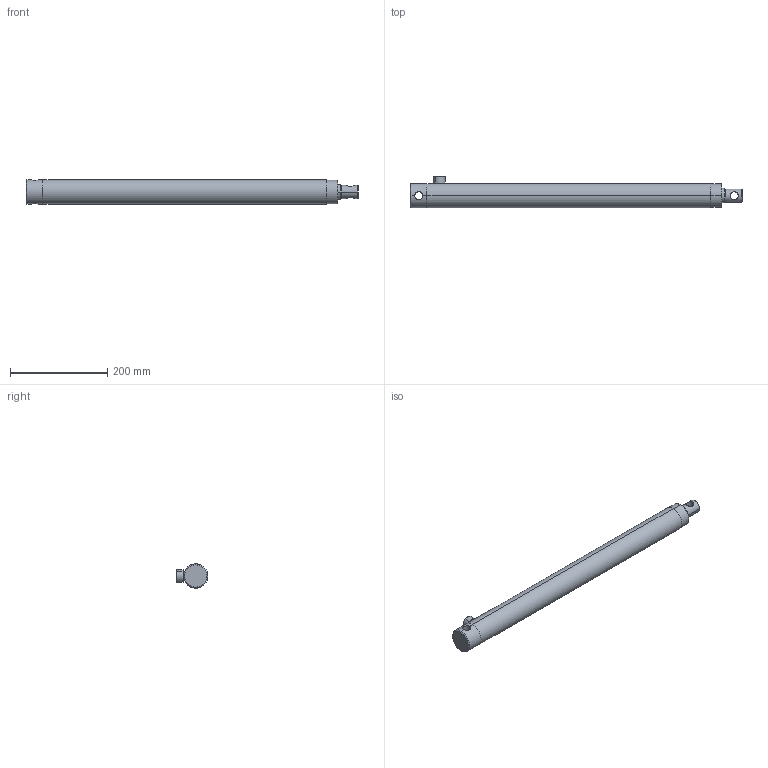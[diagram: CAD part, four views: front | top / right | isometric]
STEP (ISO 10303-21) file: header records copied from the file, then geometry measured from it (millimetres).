
FILE_DESCRIPTION (( 'STEP AP203' ), '1' );
FILE_NAME ('630-5.STEP', '2014-12-10T06:31:01', ( '' ), ( '' ), 'SwSTEP 2.0', 'SolidWorks 2015', '' );
FILE_SCHEMA (( 'CONFIG_CONTROL_DESIGN' ));
Length unit declared in the file: millimetre
Products named in the file (6): Rohr^630-5; D630^630-5; Stange^630-5; Boden^630-5; AL38; 630-5
Assembly tree (5 placements, depth 2):
  630-5
    Rohr^630-5
    Stange^630-5
    AL38
    D630^630-5
    Boden^630-5
Bounding box: 684 x 65 x 50 mm (x, y, z)
Volume: 966829.7 mm3; surface area: 256891.9 mm2
Topology: 5 solids, 5 shells, 69 faces, 142 edges, 84 vertices
Faces by surface type: cylinder 30, cone 26, plane 13
Entity records: 2948 total; most frequent: CARTESIAN_POINT 807, DIRECTION 356, ORIENTED_EDGE 284, AXIS2_PLACEMENT_3D 149, EDGE_CURVE 142, VERTEX_POINT 84, EDGE_LOOP 82, CIRCLE 72
